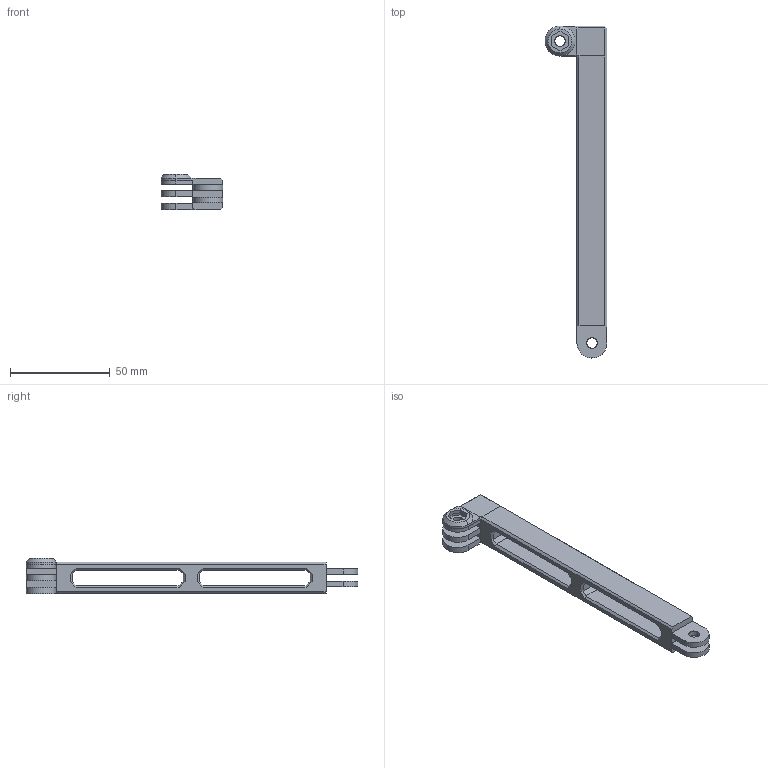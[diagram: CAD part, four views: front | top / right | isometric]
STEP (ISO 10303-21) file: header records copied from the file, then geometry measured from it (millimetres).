
FILE_DESCRIPTION(/* description */ (''),/* implementation_level */ '2;1');
FILE_NAME(/* name */ 'ARM_V3~2',/* time_stamp */ '2017-10-03T20:04:07+11:00',/* author */ (''),/* organization */ (''),/* preprocessor_version */ 'ST-DEVELOPER v15',/* originating_system */ '',/* authorisation */ '');
FILE_SCHEMA (('AUTOMOTIVE_DESIGN'));
Length unit declared in the file: millimetre
Products named in the file (1): Document
Bounding box: 30.99 x 165.99 x 17.6 mm (x, y, z)
Volume: 25284.6 mm3; surface area: 15170.8 mm2
Topology: 9 solids, 9 shells, 139 faces, 327 edges, 204 vertices
Faces by surface type: plane 102, bspline 37
Entity records: 3660 total; most frequent: CARTESIAN_POINT 1384, ORIENTED_EDGE 650, EDGE_CURVE 325, B_SPLINE_CURVE_WITH_KNOTS 271, VERTEX_POINT 204, EDGE_LOOP 157, ADVANCED_FACE 139, FACE_OUTER_BOUND 139
